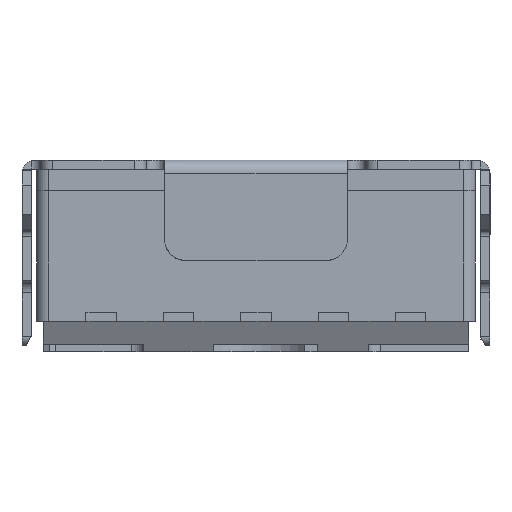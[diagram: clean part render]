
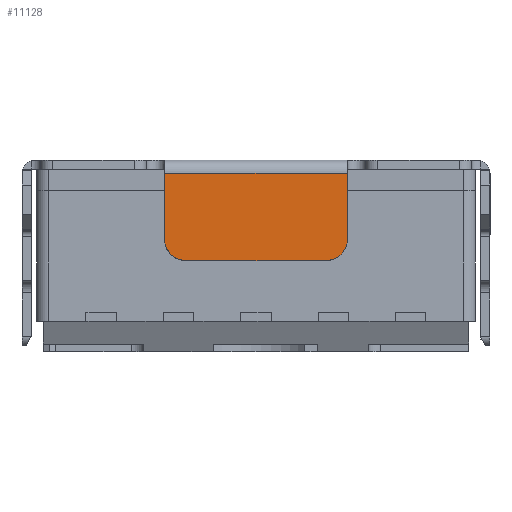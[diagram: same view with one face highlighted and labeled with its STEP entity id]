
A CAD part, front view. The second image highlights one B-rep face of the part: STEP entity #11128.
In plain terms, the highlighted planar face has unit normal (0, -1, 0).
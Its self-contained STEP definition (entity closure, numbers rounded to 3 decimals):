
#2676 = DIRECTION ( 'NONE',  ( 0., 0., -1. ) ) ;
#3654 = LINE ( 'NONE', #12641, #17898 ) ;
#4019 = VECTOR ( 'NONE', #2676, 1000. ) ;
#4394 = EDGE_CURVE ( 'NONE', #27093, #31359, #34098, .T. ) ;
#6209 = CARTESIAN_POINT ( 'NONE',  ( 1.022, 0., -1.65 ) ) ;
#6867 = CARTESIAN_POINT ( 'NONE',  ( -1.628, 0., -1.3 ) ) ;
#7570 = EDGE_CURVE ( 'NONE', #51244, #24919, #13784, .T. ) ;
#7706 = LINE ( 'NONE', #40392, #54945 ) ;
#9563 = ORIENTED_EDGE ( 'NONE', *, *, #24351, .F. ) ;
#9910 = AXIS2_PLACEMENT_3D ( 'NONE', #34733, #53374, #25921 ) ;
#10175 = DIRECTION ( 'NONE',  ( 0., 0., 1. ) ) ;
#11128 = ADVANCED_FACE ( 'NONE', ( #20242 ), #30876, .F. ) ;
#12641 = CARTESIAN_POINT ( 'NONE',  ( 3.712, 0., -0.22 ) ) ;
#13215 = DIRECTION ( 'NONE',  ( 1., 0., 0. ) ) ;
#13322 = VECTOR ( 'NONE', #42343, 1000. ) ;
#13784 = CIRCLE ( 'NONE', #9910, 0.35 ) ;
#13998 = VERTEX_POINT ( 'NONE', #40833 ) ;
#15340 = CARTESIAN_POINT ( 'NONE',  ( 1.372, 0., -0.22 ) ) ;
#16794 = CARTESIAN_POINT ( 'NONE',  ( 1.372, 0., -0.15 ) ) ;
#17187 = AXIS2_PLACEMENT_3D ( 'NONE', #21642, #26279, #21817 ) ;
#17898 = VECTOR ( 'NONE', #13215, 1000. ) ;
#19637 = CARTESIAN_POINT ( 'NONE',  ( 1.022, 0., -1.3 ) ) ;
#20233 = DIRECTION ( 'NONE',  ( 0., 1., 0. ) ) ;
#20242 = FACE_OUTER_BOUND ( 'NONE', #49603, .T. ) ;
#21119 = EDGE_CURVE ( 'NONE', #13998, #27093, #3654, .T. ) ;
#21642 = CARTESIAN_POINT ( 'NONE',  ( 3.712, 0., -0.15 ) ) ;
#21817 = DIRECTION ( 'NONE',  ( 0., 0., 1. ) ) ;
#24351 = EDGE_CURVE ( 'NONE', #31359, #27353, #32914, .T. ) ;
#24919 = VERTEX_POINT ( 'NONE', #6867 ) ;
#25921 = DIRECTION ( 'NONE',  ( 0., 0., 1. ) ) ;
#26279 = DIRECTION ( 'NONE',  ( 0., 1., 0. ) ) ;
#27093 = VERTEX_POINT ( 'NONE', #15340 ) ;
#27353 = VERTEX_POINT ( 'NONE', #6209 ) ;
#28433 = AXIS2_PLACEMENT_3D ( 'NONE', #19637, #20233, #34065 ) ;
#29877 = CARTESIAN_POINT ( 'NONE',  ( -1.278, 0., -1.65 ) ) ;
#30876 = PLANE ( 'NONE',  #17187 ) ;
#31359 = VERTEX_POINT ( 'NONE', #55258 ) ;
#31754 = EDGE_CURVE ( 'NONE', #24919, #13998, #7706, .T. ) ;
#31959 = EDGE_CURVE ( 'NONE', #27353, #51244, #34139, .T. ) ;
#32914 = CIRCLE ( 'NONE', #28433, 0.35 ) ;
#34065 = DIRECTION ( 'NONE',  ( 0., 0., 1. ) ) ;
#34098 = LINE ( 'NONE', #16794, #4019 ) ;
#34106 = ORIENTED_EDGE ( 'NONE', *, *, #31754, .F. ) ;
#34139 = LINE ( 'NONE', #42536, #13322 ) ;
#34733 = CARTESIAN_POINT ( 'NONE',  ( -1.278, 0., -1.3 ) ) ;
#39320 = ORIENTED_EDGE ( 'NONE', *, *, #7570, .F. ) ;
#40392 = CARTESIAN_POINT ( 'NONE',  ( -1.628, 0., -0.15 ) ) ;
#40833 = CARTESIAN_POINT ( 'NONE',  ( -1.628, 0., -0.22 ) ) ;
#42343 = DIRECTION ( 'NONE',  ( -1., 0., 0. ) ) ;
#42536 = CARTESIAN_POINT ( 'NONE',  ( 3.712, 0., -1.65 ) ) ;
#44953 = ORIENTED_EDGE ( 'NONE', *, *, #21119, .F. ) ;
#49603 = EDGE_LOOP ( 'NONE', ( #56356, #9563, #57844, #44953, #34106, #39320 ) ) ;
#51244 = VERTEX_POINT ( 'NONE', #29877 ) ;
#53374 = DIRECTION ( 'NONE',  ( 0., 1., 0. ) ) ;
#54945 = VECTOR ( 'NONE', #10175, 1000. ) ;
#55258 = CARTESIAN_POINT ( 'NONE',  ( 1.372, 0., -1.3 ) ) ;
#56356 = ORIENTED_EDGE ( 'NONE', *, *, #31959, .F. ) ;
#57844 = ORIENTED_EDGE ( 'NONE', *, *, #4394, .F. ) ;
